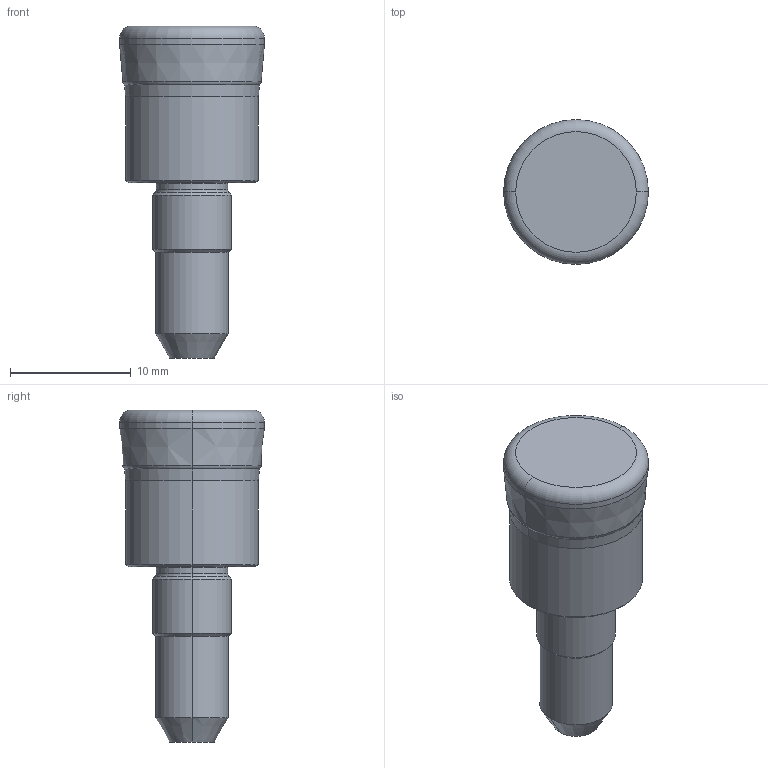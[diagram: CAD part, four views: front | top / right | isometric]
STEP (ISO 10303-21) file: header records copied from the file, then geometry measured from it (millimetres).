
FILE_DESCRIPTION (( 'STEP AP214' ), '1' );
FILE_NAME ('99805-M06-12C5.STEP', '2017-01-10T10:49:41', ( 'User' ), ( 'GENUINE' ), 'SwSTEP 2.0', 'SolidWorks 2012', '' );
FILE_SCHEMA (( 'AUTOMOTIVE_DESIGN' ));
Length unit declared in the file: millimetre
Products named in the file (1): 99805-M06-12C5
Bounding box: 12 x 12 x 27.5 mm (x, y, z)
Volume: 1710.2 mm3; surface area: 919.2 mm2
Topology: 1 solids, 1 shells, 35 faces, 68 edges, 36 vertices
Faces by surface type: cone 14, cylinder 10, torus 8, plane 3
Entity records: 971 total; most frequent: DIRECTION 184, CARTESIAN_POINT 140, ORIENTED_EDGE 136, AXIS2_PLACEMENT_3D 80, EDGE_CURVE 68, CIRCLE 44, VERTEX_POINT 36, EDGE_LOOP 36
